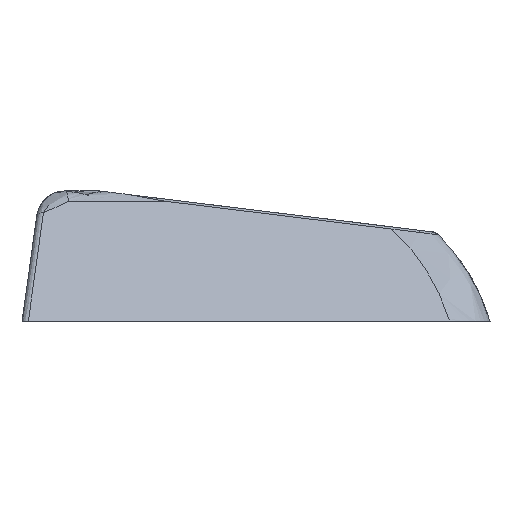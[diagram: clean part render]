
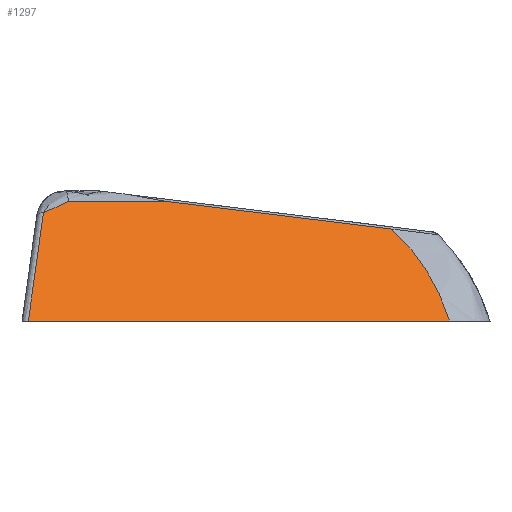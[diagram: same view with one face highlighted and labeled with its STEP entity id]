
A CAD part, left-side view. The second image highlights one B-rep face of the part: STEP entity #1297.
In plain terms, the highlighted planar face has unit normal (-0.762, -0.1, 0.639).
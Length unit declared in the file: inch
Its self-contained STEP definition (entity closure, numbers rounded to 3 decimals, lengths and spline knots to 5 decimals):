
#55 = CARTESIAN_POINT ( 'NONE',  ( -3.26159, -1.50321, -0.00004 ) ) ;
#56 = DIRECTION ( 'NONE',  ( 0.131, -0.991, 0. ) ) ;
#196 = CARTESIAN_POINT ( 'NONE',  ( -3.11537, -0.15023, 0.38654 ) ) ;
#201 = CARTESIAN_POINT ( 'NONE',  ( -3.10963, -0.19372, 0.38652 ) ) ;
#202 = CARTESIAN_POINT ( 'NONE',  ( -3.10504, -0.22858, 0.38652 ) ) ;
#203 = CARTESIAN_POINT ( 'NONE',  ( -3.09986, -0.26791, 0.38652 ) ) ;
#204 = CARTESIAN_POINT ( 'NONE',  ( -3.09842, -0.27886, 0.38652 ) ) ;
#205 = CARTESIAN_POINT ( 'NONE',  ( -3.09668, -0.29205, 0.38652 ) ) ;
#206 = CARTESIAN_POINT ( 'NONE',  ( -3.09592, -0.29784, 0.38652 ) ) ;
#207 = CARTESIAN_POINT ( 'NONE',  ( -3.09521, -0.30317, 0.38652 ) ) ;
#208 = CARTESIAN_POINT ( 'NONE',  ( -3.09491, -0.30548, 0.38652 ) ) ;
#209 = CARTESIAN_POINT ( 'NONE',  ( -3.09477, -0.30654, 0.38652 ) ) ;
#210 = CARTESIAN_POINT ( 'NONE',  ( -3.0947, -0.30705, 0.38652 ) ) ;
#211 = CARTESIAN_POINT ( 'NONE',  ( -3.09467, -0.3073, 0.38652 ) ) ;
#212 = CARTESIAN_POINT ( 'NONE',  ( -3.09465, -0.30743, 0.38652 ) ) ;
#213 = CARTESIAN_POINT ( 'NONE',  ( -3.09465, -0.30748, 0.38652 ) ) ;
#214 = CARTESIAN_POINT ( 'NONE',  ( -3.09464, -0.30751, 0.38652 ) ) ;
#215 = CARTESIAN_POINT ( 'NONE',  ( -3.09464, -0.30748, 0.38652 ) ) ;
#216 = CARTESIAN_POINT ( 'NONE',  ( -3.08601, -0.37288, 0.38655 ) ) ;
#217 = CARTESIAN_POINT ( 'NONE',  ( -3.079, -0.42425, 0.38686 ) ) ;
#218 = CARTESIAN_POINT ( 'NONE',  ( -3.0736, -0.4616, 0.38743 ) ) ;
#571 = CARTESIAN_POINT ( 'NONE',  ( -3.10011, -1.25828, 0.23085 ) ) ;
#579 = CARTESIAN_POINT ( 'NONE',  ( -3.15691, -0.06955, 0.34966 ) ) ;
#596 = CARTESIAN_POINT ( 'NONE',  ( -3.05269, -1.1956, 0.29718 ) ) ;
#600 = CARTESIAN_POINT ( 'NONE',  ( -3.27086, -1.37939, 0.00833 ) ) ;
#602 = CARTESIAN_POINT ( 'NONE',  ( -3.0736, -0.4616, 0.38743 ) ) ;
#608 = CARTESIAN_POINT ( 'NONE',  ( -3.45678, -0.02041, 0. ) ) ;
#643 = CARTESIAN_POINT ( 'NONE',  ( -3.27751, -1.38209, -0.00002 ) ) ;
#657 = CARTESIAN_POINT ( 'NONE',  ( -3.11537, -0.15023, 0.38654 ) ) ;
#661 = CARTESIAN_POINT ( 'NONE',  ( -3.09629, -1.25391, 0.23609 ) ) ;
#1297 = ADVANCED_FACE ( 'NONE', ( #8692 ), #1569, .F. ) ;
#1507 = DIRECTION ( 'NONE',  ( -0.643, 0., -0.766 ) ) ;
#1512 = CARTESIAN_POINT ( 'NONE',  ( -3.3759, -1.51826, -0.13864 ) ) ;
#1513 = DIRECTION ( 'NONE',  ( 0.762, 0.1, -0.64 ) ) ;
#1569 = PLANE ( 'NONE',  #6786 ) ;
#2966 = EDGE_CURVE ( 'NONE', #3956, #3907, #4231, .T. ) ;
#2997 = EDGE_CURVE ( 'NONE', #3891, #4109, #4183, .T. ) ;
#3010 = EDGE_CURVE ( 'NONE', #3934, #3891, #4224, .T. ) ;
#3214 = EDGE_CURVE ( 'NONE', #4080, #3934, #6639, .T. ) ;
#3216 = EDGE_CURVE ( 'NONE', #3907, #4101, #6614, .T. ) ;
#3226 = EDGE_CURVE ( 'NONE', #3944, #3928, #6618, .T. ) ;
#3298 = EDGE_CURVE ( 'NONE', #4109, #3928, #3668, .T. ) ;
#3365 = EDGE_CURVE ( 'NONE', #3956, #4080, #7550, .T. ) ;
#3397 = EDGE_CURVE ( 'NONE', #4101, #3944, #3829, .T. ) ;
#3668 = B_SPLINE_CURVE_WITH_KNOTS ( 'NONE', 3,
 ( #5605, #5651, #5652, #5653 ),
 .UNSPECIFIED., .F., .F.,
 ( 4, 4 ),
 ( 0., 1. ),
 .UNSPECIFIED. ) ;
#3829 = B_SPLINE_CURVE_WITH_KNOTS ( 'NONE', 3,
 ( #196, #201, #202, #203, #204, #205, #206, #207, #208, #209, #210, #211, #212, #213, #214, #215, #216, #217, #218 ),
 .UNSPECIFIED., .F., .F.,
 ( 4, 2, 2, 1, 1, 1, 1, 1, 1, 1, 2, 2, 4 ),
 ( 0., 0.25, 0.375, 0.4375, 0.46875, 0.48437, 0.49219, 0.49609, 0.49805, 0.49902, 0.49951, 0.5, 1. ),
 .UNSPECIFIED. ) ;
#3891 = VERTEX_POINT ( 'NONE', #571 ) ;
#3907 = VERTEX_POINT ( 'NONE', #579 ) ;
#3928 = VERTEX_POINT ( 'NONE', #596 ) ;
#3934 = VERTEX_POINT ( 'NONE', #600 ) ;
#3944 = VERTEX_POINT ( 'NONE', #602 ) ;
#3956 = VERTEX_POINT ( 'NONE', #608 ) ;
#4080 = VERTEX_POINT ( 'NONE', #643 ) ;
#4101 = VERTEX_POINT ( 'NONE', #657 ) ;
#4109 = VERTEX_POINT ( 'NONE', #661 ) ;
#4183 = B_SPLINE_CURVE_WITH_KNOTS ( 'NONE', 3,
 ( #4517, #4588, #4589, #4590 ),
 .UNSPECIFIED., .F., .F.,
 ( 4, 4 ),
 ( 0., 1. ),
 .UNSPECIFIED. ) ;
#4224 = B_SPLINE_CURVE_WITH_KNOTS ( 'NONE', 3,
 ( #4591, #4669, #4670, #4671 ),
 .UNSPECIFIED., .F., .F.,
 ( 4, 4 ),
 ( 0., 1. ),
 .UNSPECIFIED. ) ;
#4231 = B_SPLINE_CURVE_WITH_KNOTS ( 'NONE', 3,
 ( #4405, #4414, #4415, #4416 ),
 .UNSPECIFIED., .F., .F.,
 ( 4, 4 ),
 ( 0., 1. ),
 .UNSPECIFIED. ) ;
#4405 = CARTESIAN_POINT ( 'NONE',  ( -3.45678, -0.02041, 0. ) ) ;
#4414 = CARTESIAN_POINT ( 'NONE',  ( -3.35679, -0.03679, 0.11658 ) ) ;
#4415 = CARTESIAN_POINT ( 'NONE',  ( -3.25666, -0.0532, 0.23334 ) ) ;
#4416 = CARTESIAN_POINT ( 'NONE',  ( -3.15691, -0.06955, 0.34966 ) ) ;
#4517 = CARTESIAN_POINT ( 'NONE',  ( -3.10011, -1.25828, 0.23085 ) ) ;
#4588 = CARTESIAN_POINT ( 'NONE',  ( -3.09893, -1.25664, 0.2325 ) ) ;
#4589 = CARTESIAN_POINT ( 'NONE',  ( -3.09765, -1.25518, 0.23425 ) ) ;
#4590 = CARTESIAN_POINT ( 'NONE',  ( -3.09629, -1.25391, 0.23609 ) ) ;
#4591 = CARTESIAN_POINT ( 'NONE',  ( -3.27086, -1.37939, 0.00833 ) ) ;
#4669 = CARTESIAN_POINT ( 'NONE',  ( -3.20518, -1.35261, 0.09081 ) ) ;
#4670 = CARTESIAN_POINT ( 'NONE',  ( -3.14826, -1.31224, 0.16498 ) ) ;
#4671 = CARTESIAN_POINT ( 'NONE',  ( -3.10011, -1.25828, 0.23085 ) ) ;
#5184 = CARTESIAN_POINT ( 'NONE',  ( -3.27751, -1.38209, -0.00002 ) ) ;
#5195 = CARTESIAN_POINT ( 'NONE',  ( -3.15691, -0.06955, 0.34966 ) ) ;
#5196 = CARTESIAN_POINT ( 'NONE',  ( -3.27529, -1.38119, 0.00277 ) ) ;
#5197 = CARTESIAN_POINT ( 'NONE',  ( -3.27308, -1.38029, 0.00555 ) ) ;
#5198 = CARTESIAN_POINT ( 'NONE',  ( -3.27086, -1.37939, 0.00833 ) ) ;
#5199 = CARTESIAN_POINT ( 'NONE',  ( -3.0736, -0.4616, 0.38743 ) ) ;
#5201 = CARTESIAN_POINT ( 'NONE',  ( -3.14976, -0.08343, 0.356 ) ) ;
#5202 = CARTESIAN_POINT ( 'NONE',  ( -3.14277, -0.09703, 0.36222 ) ) ;
#5203 = CARTESIAN_POINT ( 'NONE',  ( -3.13247, -0.11705, 0.37138 ) ) ;
#5204 = CARTESIAN_POINT ( 'NONE',  ( -3.12907, -0.12365, 0.3744 ) ) ;
#5205 = CARTESIAN_POINT ( 'NONE',  ( -3.12226, -0.13688, 0.38045 ) ) ;
#5206 = CARTESIAN_POINT ( 'NONE',  ( -3.11889, -0.14343, 0.38344 ) ) ;
#5207 = CARTESIAN_POINT ( 'NONE',  ( -3.11537, -0.15023, 0.38654 ) ) ;
#5220 = CARTESIAN_POINT ( 'NONE',  ( -3.06663, -0.70627, 0.35734 ) ) ;
#5221 = CARTESIAN_POINT ( 'NONE',  ( -3.05966, -0.95093, 0.32726 ) ) ;
#5222 = CARTESIAN_POINT ( 'NONE',  ( -3.05269, -1.1956, 0.29718 ) ) ;
#5605 = CARTESIAN_POINT ( 'NONE',  ( -3.09629, -1.25391, 0.23609 ) ) ;
#5651 = CARTESIAN_POINT ( 'NONE',  ( -3.07963, -1.23442, 0.25898 ) ) ;
#5652 = CARTESIAN_POINT ( 'NONE',  ( -3.0651, -1.21498, 0.27934 ) ) ;
#5653 = CARTESIAN_POINT ( 'NONE',  ( -3.05269, -1.1956, 0.29718 ) ) ;
#6614 = B_SPLINE_CURVE_WITH_KNOTS ( 'NONE', 3,
 ( #5195, #5201, #5202, #5203, #5204, #5205, #5206, #5207 ),
 .UNSPECIFIED., .F., .F.,
 ( 4, 2, 2, 4 ),
 ( 0., 0.5, 0.75, 1. ),
 .UNSPECIFIED. ) ;
#6618 = B_SPLINE_CURVE_WITH_KNOTS ( 'NONE', 3,
 ( #5199, #5220, #5221, #5222 ),
 .UNSPECIFIED., .F., .F.,
 ( 4, 4 ),
 ( 0., 1. ),
 .UNSPECIFIED. ) ;
#6639 = B_SPLINE_CURVE_WITH_KNOTS ( 'NONE', 3,
 ( #5184, #5196, #5197, #5198 ),
 .UNSPECIFIED., .F., .F.,
 ( 4, 4 ),
 ( 0., 1. ),
 .UNSPECIFIED. ) ;
#6786 = AXIS2_PLACEMENT_3D ( 'NONE', #1512, #1513, #1507 ) ;
#7550 = LINE ( 'NONE', #55, #7552 ) ;
#7552 = VECTOR ( 'NONE', #56, 39.37008 ) ;
#8422 = ORIENTED_EDGE ( 'NONE', *, *, #2997, .T. ) ;
#8431 = ORIENTED_EDGE ( 'NONE', *, *, #3010, .T. ) ;
#8433 = ORIENTED_EDGE ( 'NONE', *, *, #3397, .F. ) ;
#8435 = ORIENTED_EDGE ( 'NONE', *, *, #3214, .T. ) ;
#8443 = ORIENTED_EDGE ( 'NONE', *, *, #3298, .T. ) ;
#8444 = ORIENTED_EDGE ( 'NONE', *, *, #3226, .F. ) ;
#8488 = EDGE_LOOP ( 'NONE', ( #8422, #8443, #8444, #8433, #8516, #8514, #8515, #8435, #8431 ) ) ;
#8514 = ORIENTED_EDGE ( 'NONE', *, *, #2966, .F. ) ;
#8515 = ORIENTED_EDGE ( 'NONE', *, *, #3365, .T. ) ;
#8516 = ORIENTED_EDGE ( 'NONE', *, *, #3216, .F. ) ;
#8692 = FACE_OUTER_BOUND ( 'NONE', #8488, .T. ) ;
